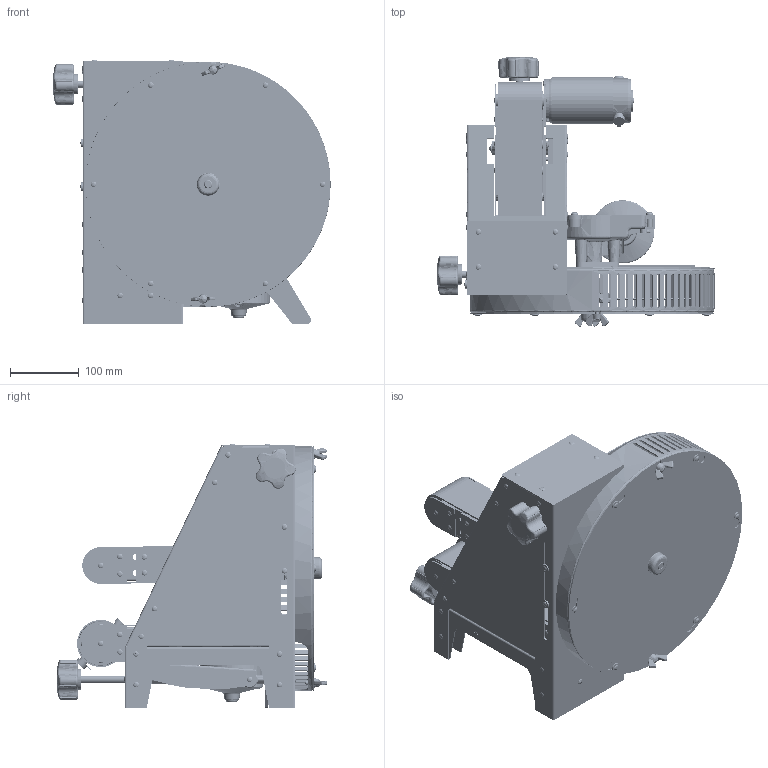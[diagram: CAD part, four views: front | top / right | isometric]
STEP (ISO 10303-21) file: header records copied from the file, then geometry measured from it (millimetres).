
FILE_DESCRIPTION(('FreeCAD Model'),'2;1');
FILE_NAME('Open CASCADE Shape Model','2025-05-07T23:31:58',('FreeCAD'),( 'FreeCAD'),'Open CASCADE STEP processor 7.6','FreeCAD','Unknown');
FILE_SCHEMA(('AUTOMOTIVE_DESIGN { 1 0 10303 214 1 1 1 1 }'));
Products named in the file (1): Open CASCADE STEP translator 7.6 1
Bounding box: 402.16 x 391.15 x 383.98 mm (x, y, z)
Volume: 3442906.9 mm3; surface area: 2113480.8 mm2
Topology: 354 solids, 355 shells, 7339 faces, 16905 edges, 10409 vertices
Faces by surface type: bspline 7339
Entity records: 258071 total; most frequent: CARTESIAN_POINT 161862, ORIENTED_EDGE 33222, EDGE_CURVE 16611, VERTEX_POINT 10409, FACE_BOUND 8822, EDGE_LOOP 8822, B_SPLINE_CURVE_WITH_KNOTS 7915, ADVANCED_FACE 7339
